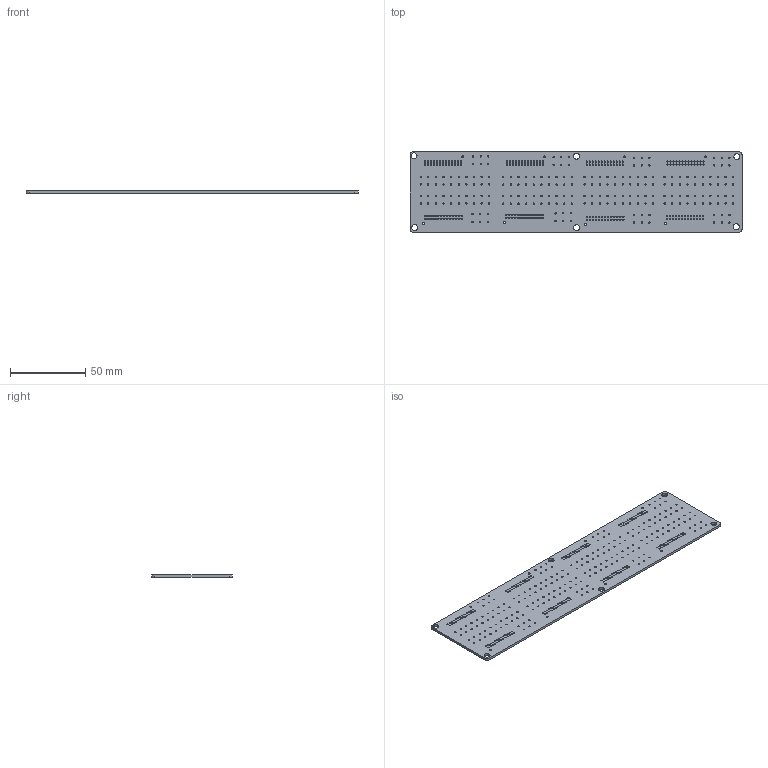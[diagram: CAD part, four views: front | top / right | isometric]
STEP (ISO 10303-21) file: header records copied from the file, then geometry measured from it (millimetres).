
FILE_DESCRIPTION(('KiCad electronic assembly'),'2;1');
FILE_NAME('CellTapFuses_V2.step','2024-12-18T11:52:54',('Pcbnew'),( 'Kicad'),'Open CASCADE STEP processor 7.7','KiCad to STEP converter' ,'Unknown');
FILE_SCHEMA(('AUTOMOTIVE_DESIGN { 1 0 10303 214 1 1 1 1 }'));
Length unit declared in the file: millimetre
Products named in the file (2): CellTapFuses_V2 1; CellTapFuses_V2_PCB
Assembly tree (1 placements, depth 2):
  CellTapFuses_V2 1
    CellTapFuses_V2_PCB
Bounding box: 221.23 x 53.59 x 1.6 mm (x, y, z)
Volume: 18453.7 mm3; surface area: 25879.9 mm2
Topology: 1 solids, 1 shells, 440 faces, 1314 edges, 876 vertices
Faces by surface type: cylinder 434, plane 6
Full cylindrical faces by diameter (mm): 0.8 x208, 0.889 x208, 1.3 x8, 4 x6
Entity records: 17103 total; most frequent: DIRECTION 3066, CARTESIAN_POINT 2632, ORIENTED_EDGE 2628, EDGE_CURVE 1314, AXIS2_PLACEMENT_3D 1310, FACE_BOUND 1300, EDGE_LOOP 1300, VERTEX_POINT 876
